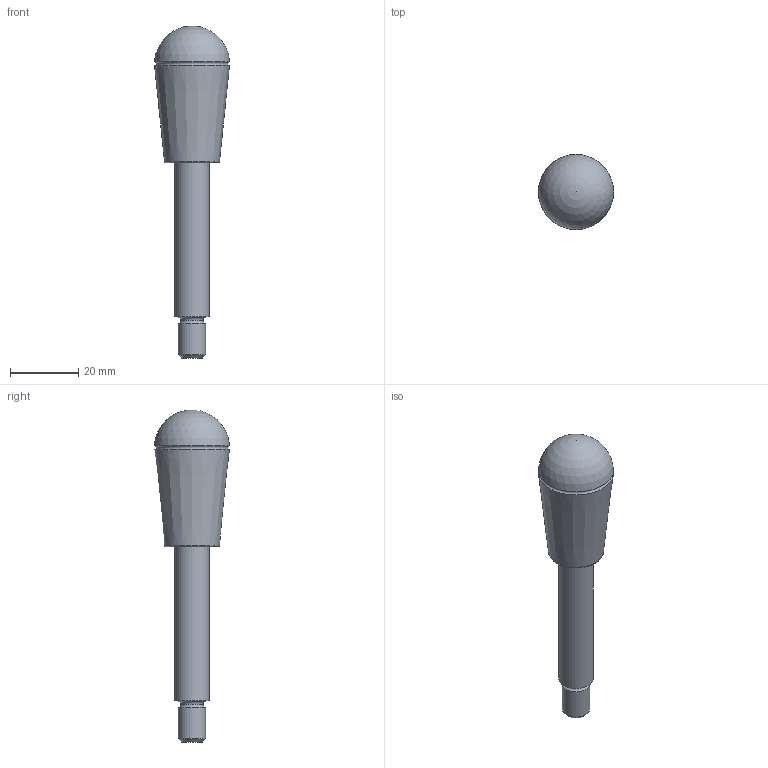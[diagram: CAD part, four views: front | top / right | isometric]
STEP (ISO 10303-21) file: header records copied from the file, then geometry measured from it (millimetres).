
FILE_DESCRIPTION( ( 'Unknown' ), '1' );
FILE_NAME( '6135105_BI22_M08x85.stp', 'Unknown', ( 'Unknown' ), ( 'Unknown' ), 'PSStep 11.0', 'Unknown', ' ' );
FILE_SCHEMA( ( 'AUTOMOTIVE_DESIGN { 1 0 10303 214 1 1 1 1 }' ) );
Length unit declared in the file: millimetre
Products named in the file (1): 6140003_MCC22x40
Bounding box: 21.97 x 21.97 x 97 mm (x, y, z)
Volume: 14859.9 mm3; surface area: 4684.9 mm2
Topology: 1 solids, 2 shells, 17 faces, 36 edges, 23 vertices
Faces by surface type: plane 4, torus 4, cylinder 4, cone 4, sphere 1
Full cylindrical faces by diameter (mm): 6.5 x1, 6.647 x1, 8 x1, 10 x1
Entity records: 478 total; most frequent: DIRECTION 66, CARTESIAN_POINT 49, AXIS2_PLACEMENT_3D 33, EDGE_LOOP 30, ORIENTED_EDGE 30, FACE_OUTER_BOUND 25, STYLED_ITEM 17, PRESENTATION_STYLE_ASSIGNMENT 17
